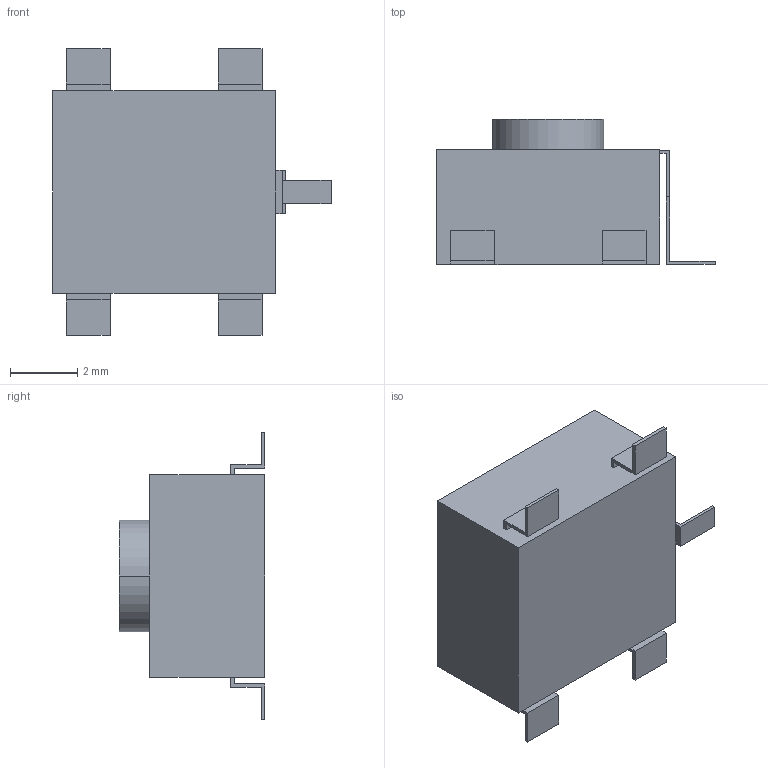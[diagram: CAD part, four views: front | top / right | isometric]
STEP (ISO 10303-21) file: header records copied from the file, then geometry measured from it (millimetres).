
FILE_DESCRIPTION(('STEP AP214'),'1');
FILE_NAME('b3s-1100.stp','2017-07-03T15:03:02',('TraceParts'),('TraceParts S.A.'),'Spatial InterOp 3D',' ',' ');
FILE_SCHEMA(('automotive_design'));
Length unit declared in the file: millimetre
Products named in the file (1): b3s-1100
Bounding box: 8.25 x 4.3 x 8.5 mm (x, y, z)
Volume: 143.9 mm3; surface area: 208.1 mm2
Topology: 1 solids, 1 shells, 58 faces, 150 edges, 100 vertices
Faces by surface type: plane 56, cylinder 2
Entity records: 2218 total; most frequent: CARTESIAN_POINT 309, ORIENTED_EDGE 300, DIRECTION 272, EDGE_CURVE 150, LINE 146, VECTOR 146, VERTEX_POINT 100, EDGE_LOOP 64
